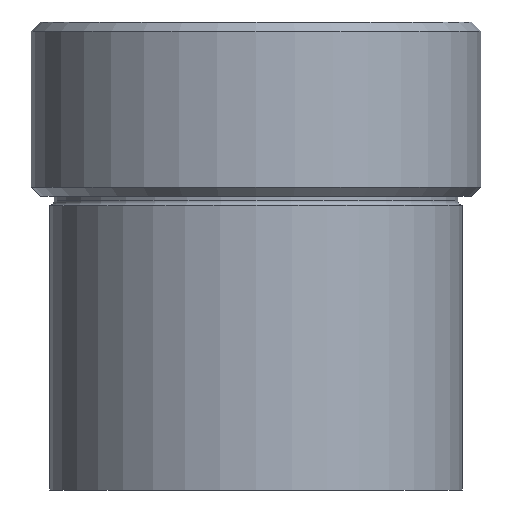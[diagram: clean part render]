
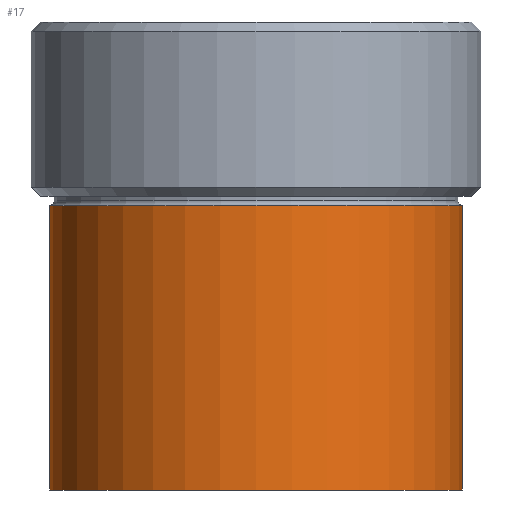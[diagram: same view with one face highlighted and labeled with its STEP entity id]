
A CAD part, front view. The second image highlights one B-rep face of the part: STEP entity #17.
In plain terms, the highlighted cylindrical face has radius 22.5 mm (diameter 45 mm), a partial arc.
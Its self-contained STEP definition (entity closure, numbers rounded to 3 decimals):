
#15 = DIRECTION ( 'NONE',  ( 0., 0., 1. ) ) ;
#17 = ADVANCED_FACE ( 'NONE', ( #281 ), #195, .T. ) ;
#18 = CIRCLE ( 'NONE', #161, 22.5 ) ;
#20 = VERTEX_POINT ( 'NONE', #243 ) ;
#22 = CARTESIAN_POINT ( 'NONE',  ( 0., 0., -20. ) ) ;
#33 = DIRECTION ( 'NONE',  ( 0., 0., 1. ) ) ;
#35 = EDGE_CURVE ( 'NONE', #287, #374, #364, .T. ) ;
#43 = DIRECTION ( 'NONE',  ( 0., 0., 1. ) ) ;
#61 = ORIENTED_EDGE ( 'NONE', *, *, #345, .T. ) ;
#71 = CARTESIAN_POINT ( 'NONE',  ( 0., 0., 0. ) ) ;
#102 = CARTESIAN_POINT ( 'NONE',  ( 0., 0., -51. ) ) ;
#155 = VECTOR ( 'NONE', #245, 1000. ) ;
#160 = CARTESIAN_POINT ( 'NONE',  ( 22.5, 0., 0. ) ) ;
#161 = AXIS2_PLACEMENT_3D ( 'NONE', #102, #307, #464 ) ;
#193 = VERTEX_POINT ( 'NONE', #257 ) ;
#195 = CYLINDRICAL_SURFACE ( 'NONE', #204, 22.5 ) ;
#204 = AXIS2_PLACEMENT_3D ( 'NONE', #71, #33, #433 ) ;
#226 = EDGE_CURVE ( 'NONE', #193, #374, #419, .T. ) ;
#243 = CARTESIAN_POINT ( 'NONE',  ( -22.5, 0., -51. ) ) ;
#245 = DIRECTION ( 'NONE',  ( 0., 0., 1. ) ) ;
#253 = LINE ( 'NONE', #405, #484 ) ;
#257 = CARTESIAN_POINT ( 'NONE',  ( -22.5, 0., -20. ) ) ;
#260 = ORIENTED_EDGE ( 'NONE', *, *, #226, .F. ) ;
#281 = FACE_OUTER_BOUND ( 'NONE', #473, .T. ) ;
#287 = VERTEX_POINT ( 'NONE', #462 ) ;
#307 = DIRECTION ( 'NONE',  ( 0., 0., 1. ) ) ;
#309 = DIRECTION ( 'NONE',  ( 1., 0., 0. ) ) ;
#333 = ORIENTED_EDGE ( 'NONE', *, *, #529, .F. ) ;
#345 = EDGE_CURVE ( 'NONE', #20, #287, #18, .T. ) ;
#347 = AXIS2_PLACEMENT_3D ( 'NONE', #22, #15, #309 ) ;
#364 = LINE ( 'NONE', #160, #155 ) ;
#374 = VERTEX_POINT ( 'NONE', #503 ) ;
#405 = CARTESIAN_POINT ( 'NONE',  ( -22.5, 0., 0. ) ) ;
#410 = ORIENTED_EDGE ( 'NONE', *, *, #35, .T. ) ;
#419 = CIRCLE ( 'NONE', #347, 22.5 ) ;
#433 = DIRECTION ( 'NONE',  ( 1., 0., 0. ) ) ;
#462 = CARTESIAN_POINT ( 'NONE',  ( 22.5, 0., -51. ) ) ;
#464 = DIRECTION ( 'NONE',  ( 1., 0., 0. ) ) ;
#473 = EDGE_LOOP ( 'NONE', ( #333, #61, #410, #260 ) ) ;
#484 = VECTOR ( 'NONE', #43, 1000. ) ;
#503 = CARTESIAN_POINT ( 'NONE',  ( 22.5, 0., -20. ) ) ;
#529 = EDGE_CURVE ( 'NONE', #20, #193, #253, .T. ) ;
